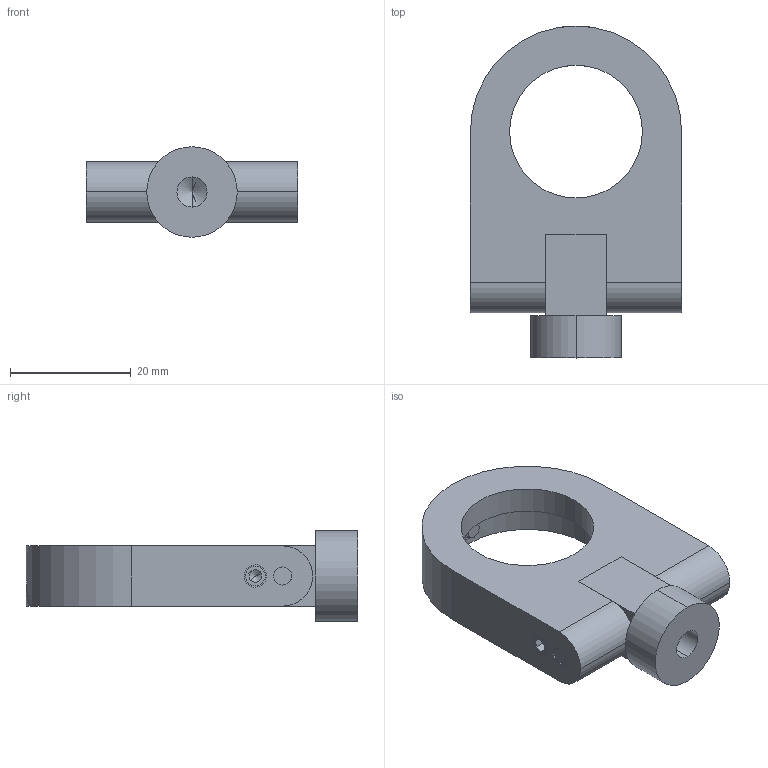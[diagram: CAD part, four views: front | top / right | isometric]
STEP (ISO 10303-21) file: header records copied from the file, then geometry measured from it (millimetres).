
FILE_DESCRIPTION (( 'STEP AP203' ), '1' );
FILE_NAME ('04FOM-1M.STEP', '2017-03-23T03:59:15', ( '' ), ( '' ), 'SwSTEP 2.0', 'SolidWorks 2016', '' );
FILE_SCHEMA (( 'CONFIG_CONTROL_DESIGN' ));
Length unit declared in the file: millimetre
Products named in the file (1): 04FOM-1M
Bounding box: 35 x 55 x 15 mm (x, y, z)
Volume: 11228.3 mm3; surface area: 6752.8 mm2
Topology: 6 solids, 6 shells, 94 faces, 225 edges, 144 vertices
Faces by surface type: cylinder 42, plane 37, cone 12, bspline 2, sphere 1
Entity records: 3862 total; most frequent: CARTESIAN_POINT 1565, DIRECTION 485, ORIENTED_EDGE 434, EDGE_CURVE 217, AXIS2_PLACEMENT_3D 187, VERTEX_POINT 143, EDGE_LOOP 114, VECTOR 111
